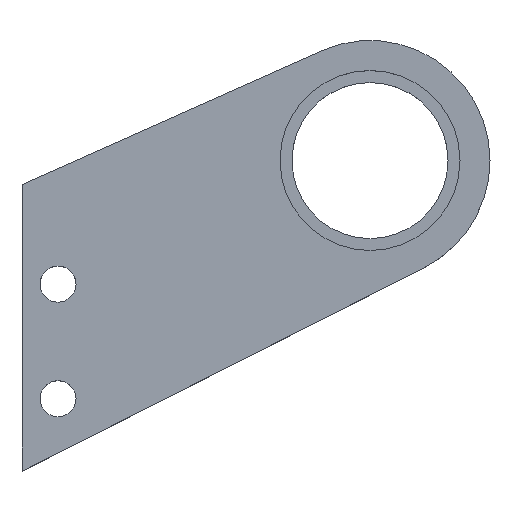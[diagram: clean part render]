
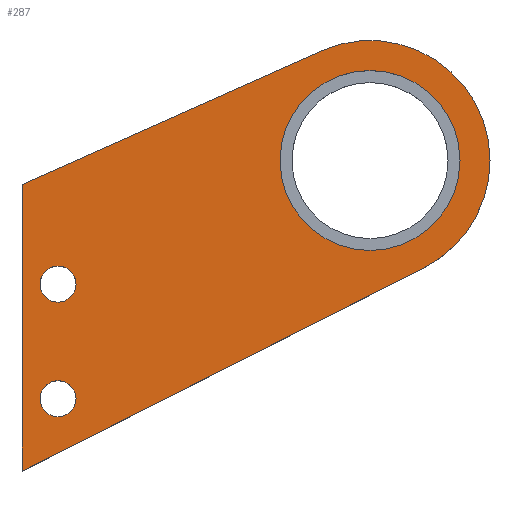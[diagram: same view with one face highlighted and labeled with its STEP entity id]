
A CAD part, top view. The second image highlights one B-rep face of the part: STEP entity #287.
In plain terms, the highlighted planar face has unit normal (0, 0, 1).
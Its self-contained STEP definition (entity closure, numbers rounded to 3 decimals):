
#3 = DIRECTION ( 'NONE',  ( 0., 0., 1. ) ) ;
#6 = DIRECTION ( 'NONE',  ( 1., 0., 0. ) ) ;
#8 = DIRECTION ( 'NONE',  ( 1., 0., 0. ) ) ;
#11 = DIRECTION ( 'NONE',  ( 0., 0., 1. ) ) ;
#13 = AXIS2_PLACEMENT_3D ( 'NONE', #212, #57, #8 ) ;
#15 = FACE_BOUND ( 'NONE', #352, .T. ) ;
#19 = EDGE_LOOP ( 'NONE', ( #213, #323 ) ) ;
#20 = CIRCLE ( 'NONE', #186, 1.5 ) ;
#25 = VERTEX_POINT ( 'NONE', #496 ) ;
#27 = CARTESIAN_POINT ( 'NONE',  ( 47.922, 57.131, -29. ) ) ;
#38 = DIRECTION ( 'NONE',  ( 0., 0., 1. ) ) ;
#39 = EDGE_LOOP ( 'NONE', ( #135, #448, #73, #178, #123 ) ) ;
#45 = AXIS2_PLACEMENT_3D ( 'NONE', #506, #140, #146 ) ;
#57 = DIRECTION ( 'NONE',  ( 0., 0., 1. ) ) ;
#72 = CARTESIAN_POINT ( 'NONE',  ( 23., 46., -29. ) ) ;
#73 = ORIENTED_EDGE ( 'NONE', *, *, #183, .F. ) ;
#89 = PLANE ( 'NONE',  #216 ) ;
#91 = VERTEX_POINT ( 'NONE', #471 ) ;
#93 = AXIS2_PLACEMENT_3D ( 'NONE', #181, #11, #6 ) ;
#98 = VERTEX_POINT ( 'NONE', #431 ) ;
#107 = DIRECTION ( 'NONE',  ( 0., 0., 1. ) ) ;
#109 = LINE ( 'NONE', #72, #328 ) ;
#123 = ORIENTED_EDGE ( 'NONE', *, *, #418, .F. ) ;
#124 = DIRECTION ( 'NONE',  ( 1., 0., 0. ) ) ;
#126 = CARTESIAN_POINT ( 'NONE',  ( 52., 48., -29. ) ) ;
#129 = EDGE_CURVE ( 'NONE', #265, #260, #109, .T. ) ;
#132 = ORIENTED_EDGE ( 'NONE', *, *, #179, .F. ) ;
#133 = DIRECTION ( 'NONE',  ( 0., 0., 1. ) ) ;
#135 = ORIENTED_EDGE ( 'NONE', *, *, #373, .T. ) ;
#140 = DIRECTION ( 'NONE',  ( 0., 0., 1. ) ) ;
#142 = CIRCLE ( 'NONE', #93, 10. ) ;
#143 = VERTEX_POINT ( 'NONE', #504 ) ;
#146 = DIRECTION ( 'NONE',  ( 1., 0., 0. ) ) ;
#147 = CARTESIAN_POINT ( 'NONE',  ( 52., 48., -29. ) ) ;
#152 = CIRCLE ( 'NONE', #377, 7.5 ) ;
#153 = CIRCLE ( 'NONE', #396, 10. ) ;
#158 = VERTEX_POINT ( 'NONE', #433 ) ;
#168 = CIRCLE ( 'NONE', #275, 7.5 ) ;
#173 = DIRECTION ( 'NONE',  ( 1., 0., 0. ) ) ;
#178 = ORIENTED_EDGE ( 'NONE', *, *, #129, .F. ) ;
#179 = EDGE_CURVE ( 'NONE', #91, #158, #20, .T. ) ;
#181 = CARTESIAN_POINT ( 'NONE',  ( 52., 48., -29. ) ) ;
#183 = EDGE_CURVE ( 'NONE', #260, #98, #388, .T. ) ;
#186 = AXIS2_PLACEMENT_3D ( 'NONE', #468, #107, #229 ) ;
#191 = DIRECTION ( 'NONE',  ( 0.913, 0.408, 0. ) ) ;
#194 = EDGE_CURVE ( 'NONE', #342, #98, #153, .T. ) ;
#203 = CARTESIAN_POINT ( 'NONE',  ( 23., 46., -29. ) ) ;
#205 = AXIS2_PLACEMENT_3D ( 'NONE', #332, #489, #426 ) ;
#208 = LINE ( 'NONE', #447, #438 ) ;
#209 = FACE_BOUND ( 'NONE', #325, .T. ) ;
#212 = CARTESIAN_POINT ( 'NONE',  ( 26., 28.143, -29. ) ) ;
#213 = ORIENTED_EDGE ( 'NONE', *, *, #308, .F. ) ;
#216 = AXIS2_PLACEMENT_3D ( 'NONE', #333, #3, #173 ) ;
#217 = DIRECTION ( 'NONE',  ( 0., 0., 1. ) ) ;
#225 = VECTOR ( 'NONE', #191, 1000. ) ;
#229 = DIRECTION ( 'NONE',  ( 1., 0., 0. ) ) ;
#247 = CIRCLE ( 'NONE', #13, 1.5 ) ;
#252 = FACE_OUTER_BOUND ( 'NONE', #39, .T. ) ;
#257 = CIRCLE ( 'NONE', #45, 1.5 ) ;
#258 = DIRECTION ( 'NONE',  ( -0.892, -0.452, 0. ) ) ;
#260 = VERTEX_POINT ( 'NONE', #203 ) ;
#261 = CARTESIAN_POINT ( 'NONE',  ( 62., 48., -29. ) ) ;
#265 = VERTEX_POINT ( 'NONE', #285 ) ;
#275 = AXIS2_PLACEMENT_3D ( 'NONE', #288, #217, #291 ) ;
#285 = CARTESIAN_POINT ( 'NONE',  ( 23., 22.118, -29. ) ) ;
#286 = CARTESIAN_POINT ( 'NONE',  ( 44.5, 48., -29. ) ) ;
#287 = ADVANCED_FACE ( 'NONE', ( #209, #15, #492, #252 ), #89, .T. ) ;
#288 = CARTESIAN_POINT ( 'NONE',  ( 52., 48., -29. ) ) ;
#291 = DIRECTION ( 'NONE',  ( 1., 0., 0. ) ) ;
#308 = EDGE_CURVE ( 'NONE', #25, #355, #152, .T. ) ;
#316 = ORIENTED_EDGE ( 'NONE', *, *, #436, .F. ) ;
#323 = ORIENTED_EDGE ( 'NONE', *, *, #346, .F. ) ;
#325 = EDGE_LOOP ( 'NONE', ( #477, #132 ) ) ;
#328 = VECTOR ( 'NONE', #345, 1000. ) ;
#332 = CARTESIAN_POINT ( 'NONE',  ( 26., 28.143, -29. ) ) ;
#333 = CARTESIAN_POINT ( 'NONE',  ( 52., 48., -29. ) ) ;
#342 = VERTEX_POINT ( 'NONE', #261 ) ;
#345 = DIRECTION ( 'NONE',  ( 0., 1., 0. ) ) ;
#346 = EDGE_CURVE ( 'NONE', #355, #25, #168, .T. ) ;
#352 = EDGE_LOOP ( 'NONE', ( #316, #475 ) ) ;
#355 = VERTEX_POINT ( 'NONE', #286 ) ;
#365 = DIRECTION ( 'NONE',  ( 1., 0., 0. ) ) ;
#367 = CARTESIAN_POINT ( 'NONE',  ( 27.5, 28.143, -29. ) ) ;
#373 = EDGE_CURVE ( 'NONE', #515, #342, #142, .T. ) ;
#377 = AXIS2_PLACEMENT_3D ( 'NONE', #126, #133, #124 ) ;
#388 = LINE ( 'NONE', #27, #225 ) ;
#396 = AXIS2_PLACEMENT_3D ( 'NONE', #147, #38, #365 ) ;
#410 = CIRCLE ( 'NONE', #205, 1.5 ) ;
#413 = EDGE_CURVE ( 'NONE', #143, #432, #247, .T. ) ;
#418 = EDGE_CURVE ( 'NONE', #515, #265, #208, .T. ) ;
#426 = DIRECTION ( 'NONE',  ( 1., 0., 0. ) ) ;
#431 = CARTESIAN_POINT ( 'NONE',  ( 47.922, 57.131, -29. ) ) ;
#432 = VERTEX_POINT ( 'NONE', #367 ) ;
#433 = CARTESIAN_POINT ( 'NONE',  ( 27.5, 37.698, -29. ) ) ;
#436 = EDGE_CURVE ( 'NONE', #432, #143, #410, .T. ) ;
#438 = VECTOR ( 'NONE', #258, 1000. ) ;
#447 = CARTESIAN_POINT ( 'NONE',  ( 23., 22.118, -29. ) ) ;
#448 = ORIENTED_EDGE ( 'NONE', *, *, #194, .T. ) ;
#468 = CARTESIAN_POINT ( 'NONE',  ( 26., 37.698, -29. ) ) ;
#471 = CARTESIAN_POINT ( 'NONE',  ( 24.5, 37.698, -29. ) ) ;
#475 = ORIENTED_EDGE ( 'NONE', *, *, #413, .F. ) ;
#477 = ORIENTED_EDGE ( 'NONE', *, *, #478, .F. ) ;
#478 = EDGE_CURVE ( 'NONE', #158, #91, #257, .T. ) ;
#489 = DIRECTION ( 'NONE',  ( 0., 0., 1. ) ) ;
#492 = FACE_BOUND ( 'NONE', #19, .T. ) ;
#496 = CARTESIAN_POINT ( 'NONE',  ( 59.5, 48., -29. ) ) ;
#504 = CARTESIAN_POINT ( 'NONE',  ( 24.5, 28.143, -29. ) ) ;
#506 = CARTESIAN_POINT ( 'NONE',  ( 26., 37.698, -29. ) ) ;
#513 = CARTESIAN_POINT ( 'NONE',  ( 56.515, 39.077, -29. ) ) ;
#515 = VERTEX_POINT ( 'NONE', #513 ) ;
